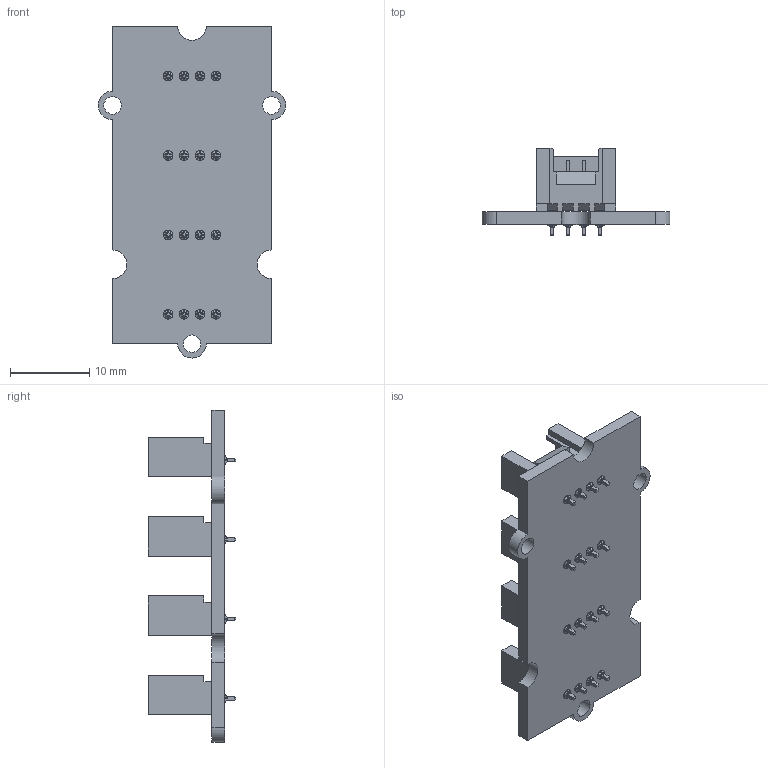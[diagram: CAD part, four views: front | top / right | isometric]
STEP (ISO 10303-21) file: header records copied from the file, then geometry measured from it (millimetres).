
FILE_DESCRIPTION(/* description */ (''),/* implementation_level */ '2;1');
FILE_NAME(/* name */ 'Global_I2C_Hub v2.step',/* time_stamp */ '2019-06-07T11:40:49+02:00',/* author */ (''),/* organization */ (''),/* preprocessor_version */ 'ST-DEVELOPER v18',/* originating_system */ 'Autodesk Translation Framework v8.2.0.1029',/* authorisation */ '');
FILE_SCHEMA (('AUTOMOTIVE_DESIGN { 1 0 10303 214 3 1 1 }'));
Length unit declared in the file: millimetre
Products named in the file (3): Global_I2C_Hub; Global_PCB_Wifi; Global_Connecteur Grove (droit)
Assembly tree (5 placements, depth 2):
  Global_I2C_Hub
    Global_PCB_Wifi
    Global_Connecteur Grove (droit)  x4
Bounding box: 23.6 x 11 x 41.8 mm (x, y, z)
Volume: 1861.1 mm3; surface area: 4089.4 mm2
Topology: 21 solids, 21 shells, 861 faces, 2081 edges, 1278 vertices
Faces by surface type: plane 644, bspline 128, cylinder 89
Full cylindrical faces by diameter (mm): 1.2 x16, 2.2 x3
Entity records: 7478 total; most frequent: CARTESIAN_POINT 1950, ORIENTED_EDGE 1126, DIRECTION 1035, EDGE_CURVE 563, LINE 409, VECTOR 409, VERTEX_POINT 348, AXIS2_PLACEMENT_3D 313
